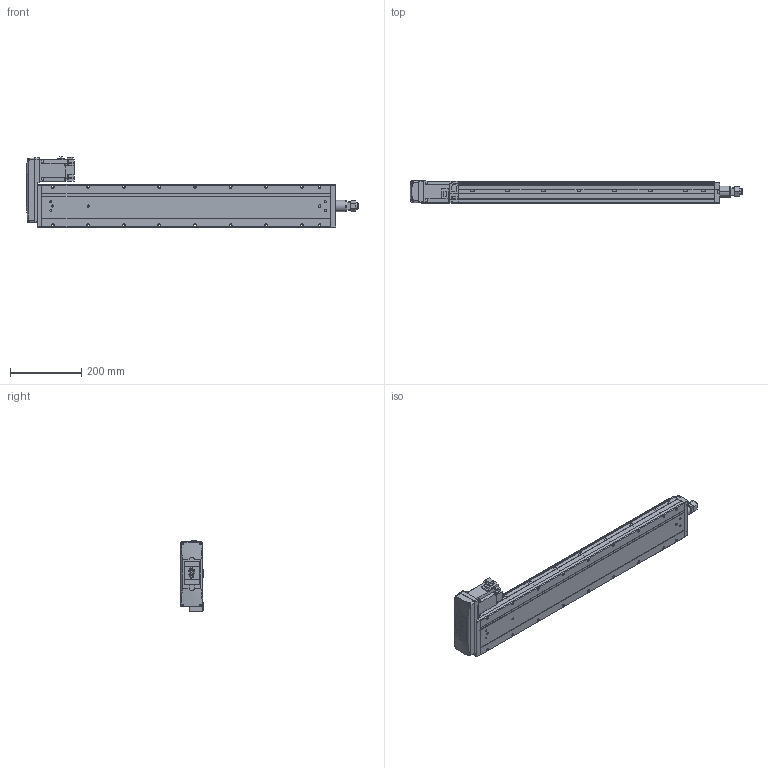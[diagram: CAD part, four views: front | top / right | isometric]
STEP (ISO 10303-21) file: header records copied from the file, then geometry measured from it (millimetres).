
FILE_DESCRIPTION (( 'STEP AP214' ), '1' );
FILE_NAME ('ETU12BL-16XLD-0600-XXXX.STEP', '2025-02-27T14:10:12', ( '' ), ( '' ), 'SwSTEP 2.0', 'SolidWorks 2022', '' );
FILE_SCHEMA (( 'AUTOMOTIVE_DESIGN' ));
Length unit declared in the file: millimetre
Products named in the file (10): ETU12-600SENSOR; FANG STICKER; ETU12-600ROD; ETU12-600BODY3; ETU12-600NUT; ETU12-600MOTOR; ETU12BL-16XLD-0600-XXXX; ETU12-600BODY1; ETU12-600BODY0; ETU12-600BODY2
Assembly tree (10 placements, depth 2):
  ETU12BL-16XLD-0600-XXXX
    ETU12-600BODY0
    ETU12-600BODY1
    ETU12-600BODY2
    ETU12-600MOTOR
    ETU12-600ROD
    ETU12-600NUT
    ETU12-600BODY3
    ETU12-600SENSOR  x2
    FANG STICKER
Bounding box: 932.8 x 63.5 x 198.8 mm (x, y, z)
Volume: 5976227.1 mm3; surface area: 603114.1 mm2
Topology: 10 solids, 10 shells, 1071 faces, 2831 edges, 1864 vertices
Faces by surface type: plane 682, cylinder 321, cone 60, torus 8
Entity records: 33522 total; most frequent: CARTESIAN_POINT 6160, ORIENTED_EDGE 5602, DIRECTION 5583, EDGE_CURVE 2801, VECTOR 2061, LINE 2061, VERTEX_POINT 1844, AXIS2_PLACEMENT_3D 1761
